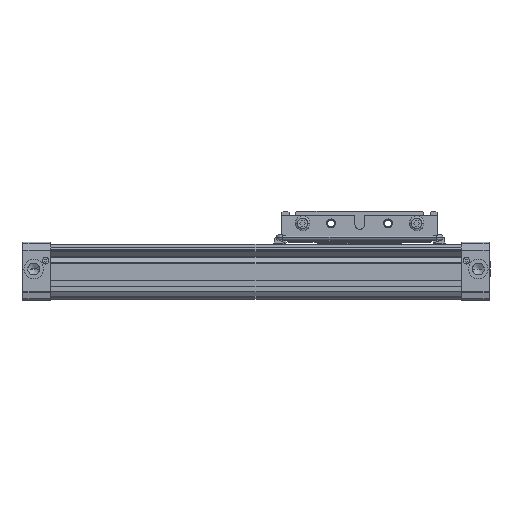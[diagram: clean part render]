
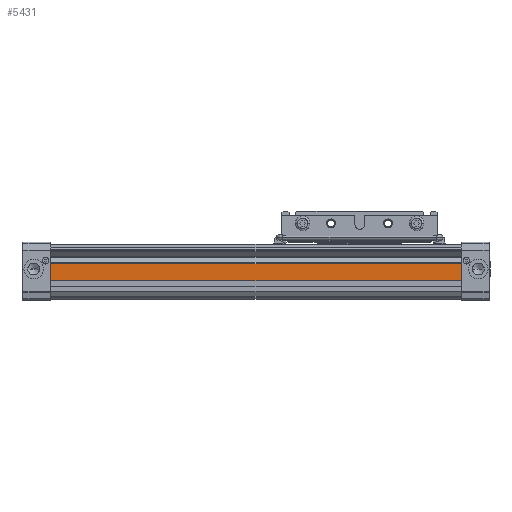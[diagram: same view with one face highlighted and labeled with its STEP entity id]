
A CAD part, top view. The second image highlights one B-rep face of the part: STEP entity #5431.
In plain terms, the highlighted planar face has unit normal (0, 0, 1).
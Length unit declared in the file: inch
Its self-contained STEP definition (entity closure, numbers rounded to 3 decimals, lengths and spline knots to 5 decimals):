
#321 = VERTEX_POINT ( 'NONE', #9888 ) ;
#763 = VECTOR ( 'NONE', #948, 39.37008 ) ;
#771 = VECTOR ( 'NONE', #8804, 39.37008 ) ;
#948 = DIRECTION ( 'NONE',  ( 1., 0., 0. ) ) ;
#997 = EDGE_CURVE ( 'NONE', #22531, #321, #6901, .T. ) ;
#3090 = LINE ( 'NONE', #8851, #13448 ) ;
#3897 = CARTESIAN_POINT ( 'NONE',  ( 3.85827, 0.09534, 0.98425 ) ) ;
#5018 = CARTESIAN_POINT ( 'NONE',  ( 3.85827, 0.09534, 0.98425 ) ) ;
#5253 = CARTESIAN_POINT ( 'NONE',  ( -11.73228, -0.54429, 0.98425 ) ) ;
#5431 = ADVANCED_FACE ( 'NONE', ( #7618 ), #15534, .F. ) ;
#5822 = DIRECTION ( 'NONE',  ( -1., 0., 0. ) ) ;
#6901 = LINE ( 'NONE', #14688, #11370 ) ;
#7142 = ORIENTED_EDGE ( 'NONE', *, *, #997, .F. ) ;
#7618 = FACE_OUTER_BOUND ( 'NONE', #23826, .T. ) ;
#8065 = VERTEX_POINT ( 'NONE', #21267 ) ;
#8678 = LINE ( 'NONE', #14684, #771 ) ;
#8804 = DIRECTION ( 'NONE',  ( 0., -1., 0. ) ) ;
#8851 = CARTESIAN_POINT ( 'NONE',  ( 3.85827, -0.54429, 0.98425 ) ) ;
#9888 = CARTESIAN_POINT ( 'NONE',  ( 3.85827, -0.54429, 0.98425 ) ) ;
#10670 = LINE ( 'NONE', #22543, #763 ) ;
#11370 = VECTOR ( 'NONE', #19274, 39.37008 ) ;
#13448 = VECTOR ( 'NONE', #24171, 39.37008 ) ;
#13951 = VERTEX_POINT ( 'NONE', #5253 ) ;
#14199 = AXIS2_PLACEMENT_3D ( 'NONE', #3897, #15275, #5822 ) ;
#14547 = ORIENTED_EDGE ( 'NONE', *, *, #14643, .F. ) ;
#14643 = EDGE_CURVE ( 'NONE', #8065, #22531, #10670, .T. ) ;
#14684 = CARTESIAN_POINT ( 'NONE',  ( -11.73228, -0.94625, 0.98425 ) ) ;
#14688 = CARTESIAN_POINT ( 'NONE',  ( 3.85827, -0.94625, 0.98425 ) ) ;
#15072 = EDGE_CURVE ( 'NONE', #321, #13951, #3090, .T. ) ;
#15162 = ORIENTED_EDGE ( 'NONE', *, *, #24668, .T. ) ;
#15275 = DIRECTION ( 'NONE',  ( 0., 0., -1. ) ) ;
#15534 = PLANE ( 'NONE',  #14199 ) ;
#17642 = ORIENTED_EDGE ( 'NONE', *, *, #15072, .F. ) ;
#19274 = DIRECTION ( 'NONE',  ( 0., -1., 0. ) ) ;
#21267 = CARTESIAN_POINT ( 'NONE',  ( -11.73228, 0.09534, 0.98425 ) ) ;
#22531 = VERTEX_POINT ( 'NONE', #5018 ) ;
#22543 = CARTESIAN_POINT ( 'NONE',  ( 3.85827, 0.09534, 0.98425 ) ) ;
#23826 = EDGE_LOOP ( 'NONE', ( #17642, #7142, #14547, #15162 ) ) ;
#24171 = DIRECTION ( 'NONE',  ( -1., 0., 0. ) ) ;
#24668 = EDGE_CURVE ( 'NONE', #8065, #13951, #8678, .T. ) ;
